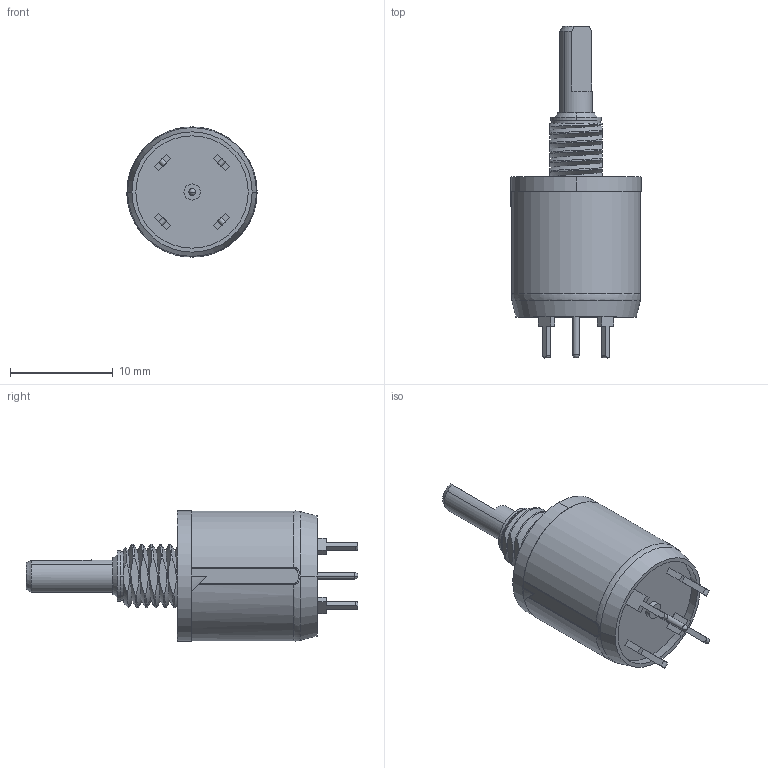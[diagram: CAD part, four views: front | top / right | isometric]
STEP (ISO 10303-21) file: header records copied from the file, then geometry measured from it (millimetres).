
FILE_DESCRIPTION((''),'2;1');
FILE_NAME('50DP90-01-1-AJN_SW','2019-08-20T',('mmeyers'),(''),'PRO/ENGINEER BY PARAMETRIC TECHNOLOGY CORPORATION, 2016100','PRO/ENGINEER BY PARAMETRIC TECHNOLOGY CORPORATION, 2016100','');
FILE_SCHEMA(('CONFIG_CONTROL_DESIGN'));
Length unit declared in the file: inch
Products named in the file (1): 50DP90-01-1-AJN_SW
Bounding box: 12.71 x 32.38 x 12.7 mm (x, y, z)
Surface area: 1440.8 mm2 (no closed solid volume)
Topology: 0 solids, 11 shells, 126 faces, 385 edges, 270 vertices
Faces by surface type: plane 60, cylinder 40, cone 14, bspline 8, torus 2, sphere 2
Entity records: 6465 total; most frequent: CARTESIAN_POINT 3107, ORIENTED_EDGE 667, DIRECTION 633, EDGE_CURVE 383, VERTEX_POINT 270, VECTOR 215, LINE 215, AXIS2_PLACEMENT_3D 209
